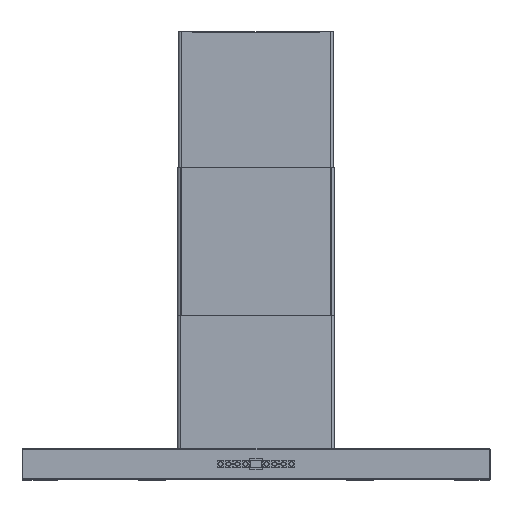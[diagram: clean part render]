
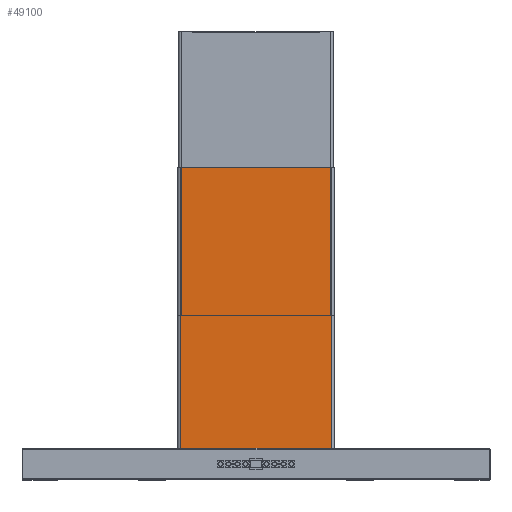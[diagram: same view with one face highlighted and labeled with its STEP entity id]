
A CAD part, top view. The second image highlights one B-rep face of the part: STEP entity #49100.
In plain terms, the highlighted planar face has unit normal (0, 0, 1).
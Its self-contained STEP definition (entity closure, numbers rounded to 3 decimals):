
#45919=DIRECTION('',(1.,0.,0.));
#45920=VECTOR('',#45919,290.);
#45921=CARTESIAN_POINT('',(-145.,-272.5,0.));
#45922=LINE('',#45921,#45920);
#45931=DIRECTION('',(0.,1.,0.));
#45932=VECTOR('',#45931,545.);
#45933=CARTESIAN_POINT('',(-145.,-272.5,0.));
#45934=LINE('',#45933,#45932);
#45935=DIRECTION('',(1.,0.,0.));
#45936=VECTOR('',#45935,290.);
#45937=CARTESIAN_POINT('',(-145.,272.5,0.));
#45938=LINE('',#45937,#45936);
#45969=DIRECTION('',(0.,1.,0.));
#45970=VECTOR('',#45969,545.);
#45971=CARTESIAN_POINT('',(145.,-272.5,0.));
#45972=LINE('',#45971,#45970);
#46943=CARTESIAN_POINT('',(-145.,-272.5,0.));
#46944=VERTEX_POINT('',#46943);
#46945=CARTESIAN_POINT('',(-145.,272.5,0.));
#46946=VERTEX_POINT('',#46945);
#46947=CARTESIAN_POINT('',(145.,-272.5,0.));
#46948=VERTEX_POINT('',#46947);
#46949=CARTESIAN_POINT('',(145.,272.5,0.));
#46950=VERTEX_POINT('',#46949);
#49087=CARTESIAN_POINT('',(-145.,-272.5,0.));
#49088=DIRECTION('',(0.,0.,1.));
#49089=DIRECTION('',(1.,0.,0.));
#49090=AXIS2_PLACEMENT_3D('',#49087,#49088,#49089);
#49091=PLANE('',#49090);
#49092=ORIENTED_EDGE('',*,*,#49077,.F.);
#49093=ORIENTED_EDGE('',*,*,#49053,.T.);
#49095=ORIENTED_EDGE('',*,*,#49094,.T.);
#49097=ORIENTED_EDGE('',*,*,#49096,.F.);
#49098=EDGE_LOOP('',(#49092,#49093,#49095,#49097));
#49099=FACE_OUTER_BOUND('',#49098,.F.);
#49100=ADVANCED_FACE('',(#49099),#49091,.T.);
#49053=EDGE_CURVE('',#46944,#46946,#45934,.T.);
#49077=EDGE_CURVE('',#46944,#46948,#45922,.T.);
#49094=EDGE_CURVE('',#46946,#46950,#45938,.T.);
#49096=EDGE_CURVE('',#46948,#46950,#45972,.T.);
